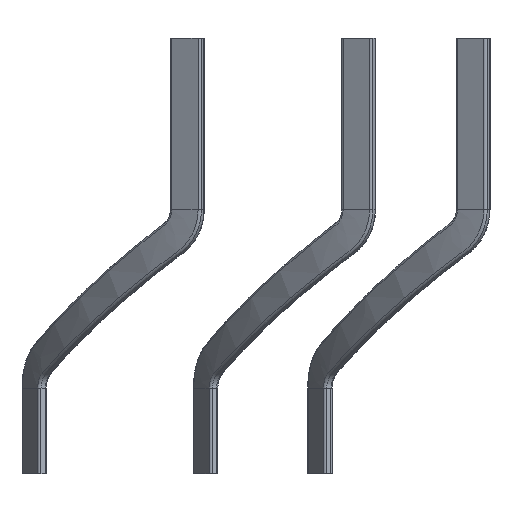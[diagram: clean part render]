
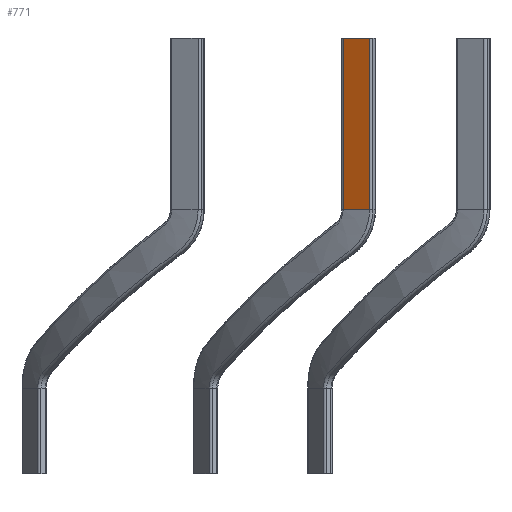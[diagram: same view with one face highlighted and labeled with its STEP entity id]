
A CAD part, front view. The second image highlights one B-rep face of the part: STEP entity #771.
In plain terms, the highlighted planar face has unit normal (-0.5, -0.866, 0).
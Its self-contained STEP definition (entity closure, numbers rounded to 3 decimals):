
#77=FACE_OUTER_BOUND('',#129,.T.);
#129=EDGE_LOOP('',(#533,#534,#535,#536));
#180=LINE('',#1132,#244);
#183=LINE('',#1142,#247);
#185=LINE('',#1148,#249);
#186=LINE('',#1149,#250);
#244=VECTOR('',#920,10.);
#247=VECTOR('',#929,1000.);
#249=VECTOR('',#935,1000.);
#250=VECTOR('',#936,1000.);
#344=VERTEX_POINT('',#1129);
#345=VERTEX_POINT('',#1131);
#349=VERTEX_POINT('',#1141);
#351=VERTEX_POINT('',#1147);
#410=EDGE_CURVE('',#345,#344,#180,.T.);
#415=EDGE_CURVE('',#349,#345,#183,.T.);
#418=EDGE_CURVE('',#351,#344,#185,.T.);
#419=EDGE_CURVE('',#349,#351,#186,.F.);
#533=ORIENTED_EDGE('',*,*,#410,.T.);
#534=ORIENTED_EDGE('',*,*,#418,.F.);
#535=ORIENTED_EDGE('',*,*,#419,.F.);
#536=ORIENTED_EDGE('',*,*,#415,.T.);
#750=PLANE('',#844);
#771=ADVANCED_FACE('',(#77),#750,.F.);
#844=AXIS2_PLACEMENT_3D('',#1146,#933,#934);
#920=DIRECTION('',(-0.866,0.5,0.));
#929=DIRECTION('',(0.,0.,1.));
#933=DIRECTION('center_axis',(0.5,0.866,0.));
#934=DIRECTION('ref_axis',(0.,0.,1.));
#935=DIRECTION('',(0.,0.,1.));
#936=DIRECTION('',(0.866,-0.5,0.));
#1129=CARTESIAN_POINT('',(-9.344,-62.796,-90.));
#1131=CARTESIAN_POINT('',(-4.711,-65.471,-90.));
#1132=CARTESIAN_POINT('',(-5.869,-64.802,-90.));
#1141=CARTESIAN_POINT('',(-4.711,-65.471,-120.));
#1142=CARTESIAN_POINT('',(-4.711,-65.471,-1188.001));
#1146=CARTESIAN_POINT('Origin',(-4.711,-65.471,-1188.001));
#1147=CARTESIAN_POINT('',(-9.344,-62.796,-120.));
#1148=CARTESIAN_POINT('',(-9.344,-62.796,-1188.001));
#1149=CARTESIAN_POINT('',(-4.711,-65.471,-120.));
